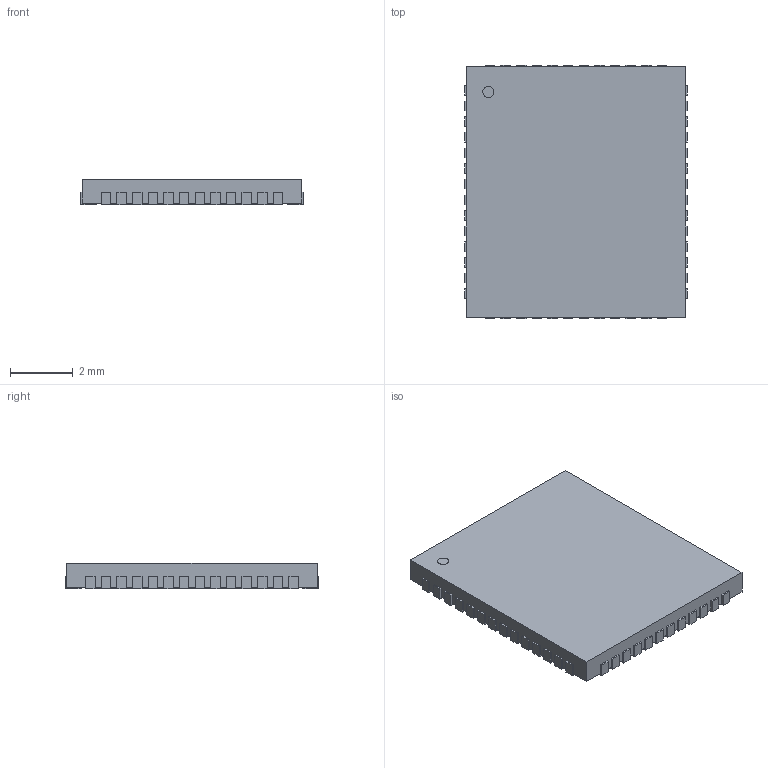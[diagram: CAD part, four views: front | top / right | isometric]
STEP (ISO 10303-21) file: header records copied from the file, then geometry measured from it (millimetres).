
FILE_DESCRIPTION(/* description */ (''),/* implementation_level */ '2;1');
FILE_NAME(/* name */ 'UKG_52A_ADI.step',/* time_stamp */ '2021-02-07T12:23:03+02:00',/* author */ (''),/* organization */ (''),/* preprocessor_version */ 'ST-DEVELOPER v18.1',/* originating_system */ 'Autodesk Translation Framework v9.7.1.1290',/* authorisation */ '');
FILE_SCHEMA (('AUTOMOTIVE_DESIGN { 1 0 10303 214 3 1 1 }'));
Length unit declared in the file: millimetre
Products named in the file (1): (Unsaved)
Bounding box: 7.11 x 8.1 x 0.81 mm (x, y, z)
Volume: 45.2 mm3; surface area: 239.7 mm2
Topology: 55 solids, 55 shells, 431 faces, 963 edges, 642 vertices
Faces by surface type: plane 430, cylinder 1
Full cylindrical faces by diameter (mm): 0.351 x1
Entity records: 12130 total; most frequent: CARTESIAN_POINT 2037, ORIENTED_EDGE 1926, DIRECTION 1829, EDGE_CURVE 963, LINE 961, VECTOR 961, VERTEX_POINT 642, STYLED_ITEM 486
